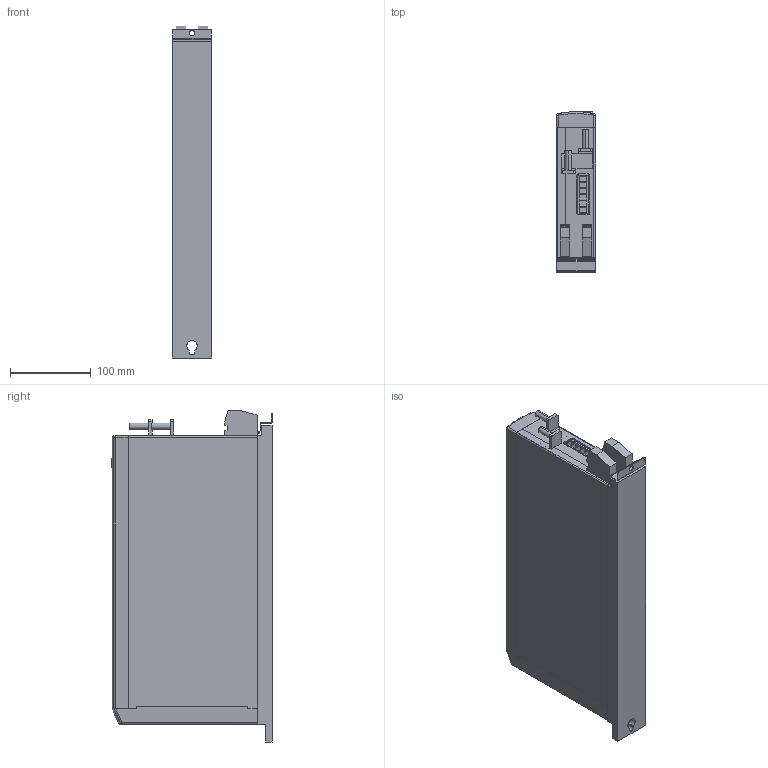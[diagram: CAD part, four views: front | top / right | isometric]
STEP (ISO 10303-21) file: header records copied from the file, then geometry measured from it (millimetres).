
FILE_DESCRIPTION (( 'STEP AP214' ), '1' );
FILE_NAME ('B0H6000-F000.STEP', '2010-12-10T09:03:08', ( 'KEB' ), ( 'Karl E. Brinkmann GmbH' ), 'SwSTEP 2.0', 'SolidWorks 2007', '' );
FILE_SCHEMA (( 'AUTOMOTIVE_DESIGN' ));
Length unit declared in the file: millimetre
Products named in the file (1): B0H6000-F000
Bounding box: 49 x 198.1 x 410.86 mm (x, y, z)
Volume: 892411 mm3; surface area: 402324 mm2
Topology: 20 solids, 21 shells, 858 faces, 2193 edges, 1419 vertices
Faces by surface type: plane 603, cylinder 187, bspline 28, cone 26, torus 10, sphere 4
Entity records: 36409 total; most frequent: CARTESIAN_POINT 6483, ORIENTED_EDGE 4370, DIRECTION 3861, EDGE_CURVE 2185, LINE 1521, VECTOR 1521, VERTEX_POINT 1419, AXIS2_PLACEMENT_3D 1170
